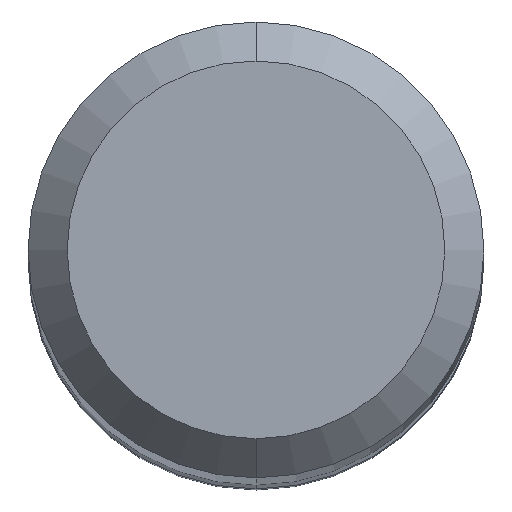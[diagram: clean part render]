
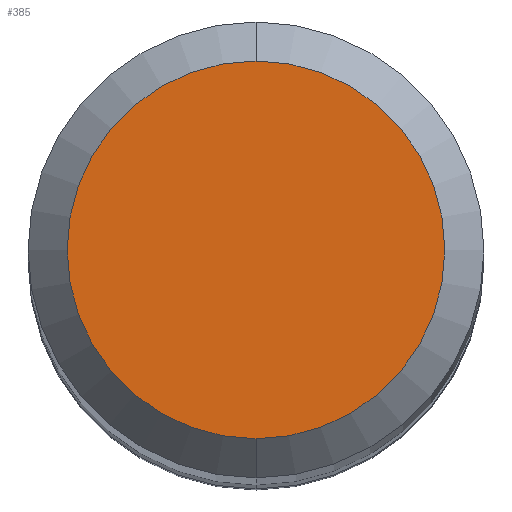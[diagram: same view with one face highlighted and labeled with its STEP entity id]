
A CAD part, top view. The second image highlights one B-rep face of the part: STEP entity #385.
In plain terms, the highlighted planar face has unit normal (0, 0, 1).
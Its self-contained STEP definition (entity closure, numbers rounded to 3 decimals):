
#253=VERTEX_POINT('',#646);
#281=EDGE_CURVE('',#253,#501,#676,.T.);
#385=ADVANCED_FACE('',(#793),#794,.T.);
#467=EDGE_CURVE('',#501,#253,#886,.T.);
#501=VERTEX_POINT('',#924);
#646=CARTESIAN_POINT('',(0.0,1.45,0.0));
#676=CIRCLE('',#1156,1.45);
#793=FACE_OUTER_BOUND('',#1383,.T.);
#794=PLANE('',#1384);
#886=CIRCLE('',#1503,1.45);
#924=CARTESIAN_POINT('',(0.,-1.45,0.0));
#1156=AXIS2_PLACEMENT_3D('',#1855,#1856,#1857);
#1383=EDGE_LOOP('',(#1991,#1992));
#1384=AXIS2_PLACEMENT_3D('',#1993,#1994,#1995);
#1503=AXIS2_PLACEMENT_3D('',#2117,#2118,#2119);
#1855=CARTESIAN_POINT('',(0.0,0.0,0.0));
#1856=DIRECTION('',(0.0,0.0,-1.0));
#1857=DIRECTION('',(0.0,1.0,0.0));
#1991=ORIENTED_EDGE('',*,*,#281,.F.);
#1992=ORIENTED_EDGE('',*,*,#467,.F.);
#1993=CARTESIAN_POINT('',(0.0,0.725,0.0));
#1994=DIRECTION('',(-0.0,0.0,1.0));
#1995=DIRECTION('',(0.0,-1.0,0.0));
#2117=CARTESIAN_POINT('',(0.0,0.0,0.0));
#2118=DIRECTION('',(0.0,0.0,-1.0));
#2119=DIRECTION('',(0.0,1.0,0.0));
